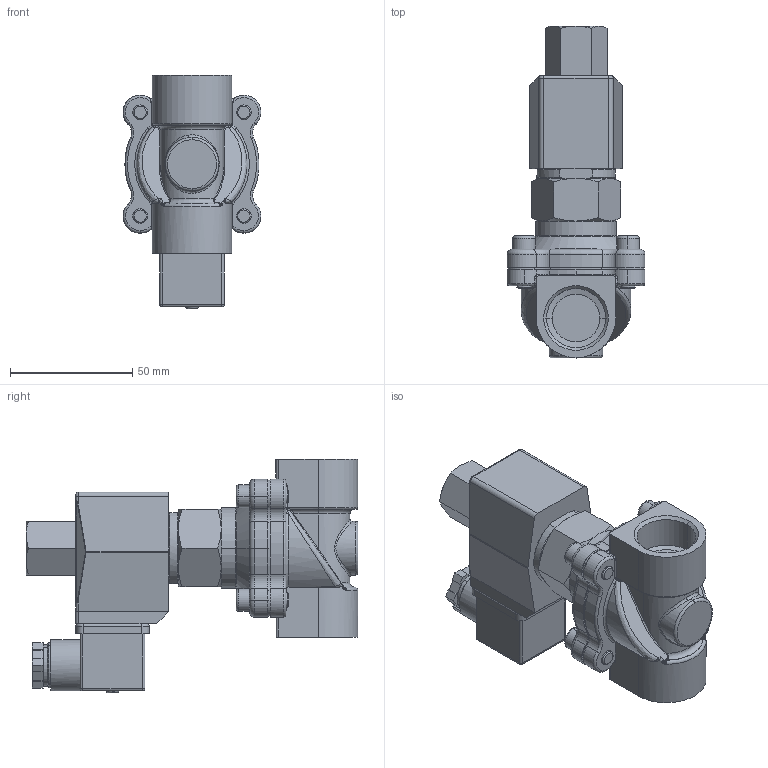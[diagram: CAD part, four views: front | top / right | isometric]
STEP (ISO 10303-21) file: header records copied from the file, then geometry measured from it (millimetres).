
FILE_DESCRIPTION (( 'STEP AP214' ), '1' );
FILE_NAME ('242 DN20 NO.STEP', '2020-10-27T06:54:34', ( 'rv' ), ( 'Hewlett-Packard Company' ), 'SwSTEP 2.0', 'SolidWorks 2015', '' );
FILE_SCHEMA (( 'AUTOMOTIVE_DESIGN' ));
Length unit declared in the file: millimetre
Products named in the file (1): 242 DN20 NO
Bounding box: 56.49 x 135.9 x 95.8 mm (x, y, z)
Volume: 227434.6 mm3; surface area: 36809.1 mm2
Topology: 1 solids, 1 shells, 560 faces, 1364 edges, 825 vertices
Faces by surface type: plane 190, cylinder 170, torus 81, bspline 65, cone 50, sphere 4
Entity records: 22052 total; most frequent: CARTESIAN_POINT 5683, ORIENTED_EDGE 2708, DIRECTION 2699, EDGE_CURVE 1354, AXIS2_PLACEMENT_3D 1055, VERTEX_POINT 825, VECTOR 589, EDGE_LOOP 589
